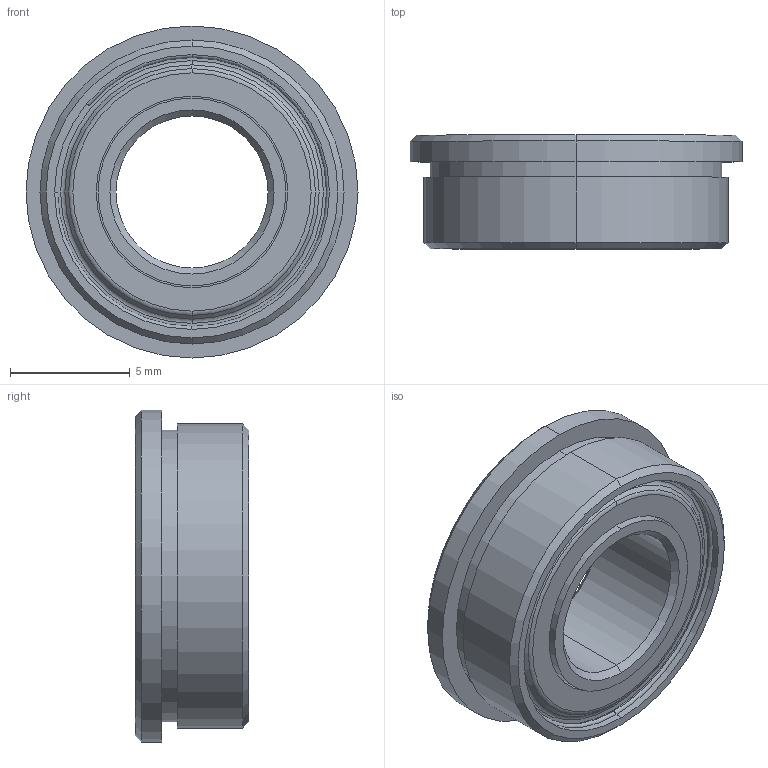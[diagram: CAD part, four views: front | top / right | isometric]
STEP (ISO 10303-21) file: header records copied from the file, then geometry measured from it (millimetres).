
FILE_DESCRIPTION (( 'STEP AP203' ), '1' );
FILE_NAME ('535198.STEP', '2016-10-07T18:34:42', ( '' ), ( '' ), 'SwSTEP 2.0', 'SolidWorks 2014', '' );
FILE_SCHEMA (( 'CONFIG_CONTROL_DESIGN' ));
Length unit declared in the file: inch
Products named in the file (1): 535198
Bounding box: 13.87 x 4.75 x 13.87 mm (x, y, z)
Volume: 425.6 mm3; surface area: 784.1 mm2
Topology: 3 solids, 3 shells, 74 faces, 144 edges, 88 vertices
Faces by surface type: cylinder 24, torus 20, plane 18, cone 12
Entity records: 2003 total; most frequent: DIRECTION 402, CARTESIAN_POINT 307, ORIENTED_EDGE 288, AXIS2_PLACEMENT_3D 183, EDGE_CURVE 144, CIRCLE 108, VERTEX_POINT 88, EDGE_LOOP 88
